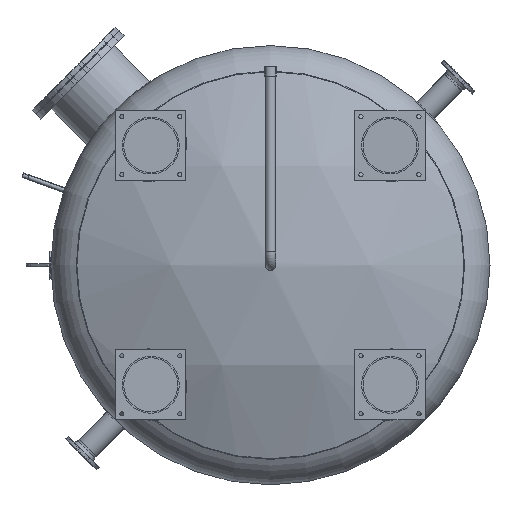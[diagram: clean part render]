
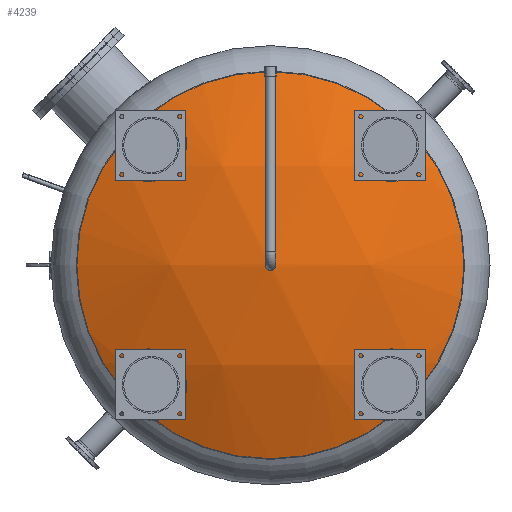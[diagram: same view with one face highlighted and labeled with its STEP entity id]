
A CAD part, front view. The second image highlights one B-rep face of the part: STEP entity #4239.
In plain terms, the highlighted spherical face has radius 2508.3 mm.
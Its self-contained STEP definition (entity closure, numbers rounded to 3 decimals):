
#396=FACE_BOUND('',#815,.T.);
#566=SPHERICAL_SURFACE('',#4936,2508.3);
#584=FACE_OUTER_BOUND('',#814,.T.);
#814=EDGE_LOOP('',(#2910,#2911));
#815=EDGE_LOOP('',(#2912));
#1664=CIRCLE('',#4927,30.15);
#1666=CIRCLE('',#4930,1105.547);
#1667=CIRCLE('',#4931,1105.547);
#1937=VERTEX_POINT('',#6860);
#1939=VERTEX_POINT('',#6866);
#1940=VERTEX_POINT('',#6867);
#2330=EDGE_CURVE('',#1937,#1937,#1664,.T.);
#2333=EDGE_CURVE('',#1939,#1940,#1666,.T.);
#2334=EDGE_CURVE('',#1940,#1939,#1667,.T.);
#2910=ORIENTED_EDGE('',*,*,#2333,.T.);
#2911=ORIENTED_EDGE('',*,*,#2334,.T.);
#2912=ORIENTED_EDGE('',*,*,#2330,.T.);
#4239=ADVANCED_FACE('',(#584,#396),#566,.T.);
#4927=AXIS2_PLACEMENT_3D('',#6861,#5499,#5500);
#4930=AXIS2_PLACEMENT_3D('',#6868,#5506,#5507);
#4931=AXIS2_PLACEMENT_3D('',#6869,#5508,#5509);
#4936=AXIS2_PLACEMENT_3D('',#6877,#5518,#5519);
#5499=DIRECTION('center_axis',(0.,-1.,0.));
#5500=DIRECTION('ref_axis',(1.,0.,0.));
#5506=DIRECTION('center_axis',(0.,1.,0.));
#5507=DIRECTION('ref_axis',(-1.,0.,0.));
#5508=DIRECTION('center_axis',(0.,1.,0.));
#5509=DIRECTION('ref_axis',(-1.,0.,0.));
#5518=DIRECTION('center_axis',(0.,0.,1.));
#5519=DIRECTION('ref_axis',(1.,0.,0.));
#6860=CARTESIAN_POINT('',(-30.15,521.292,0.));
#6861=CARTESIAN_POINT('Origin',(0.,521.292,0.));
#6866=CARTESIAN_POINT('',(-1105.547,264.692,0.));
#6867=CARTESIAN_POINT('',(0.,264.692,-1105.547));
#6868=CARTESIAN_POINT('Origin',(0.,264.692,
0.));
#6869=CARTESIAN_POINT('Origin',(0.,264.692,
0.));
#6877=CARTESIAN_POINT('Origin',(0.,-1986.827,0.));
